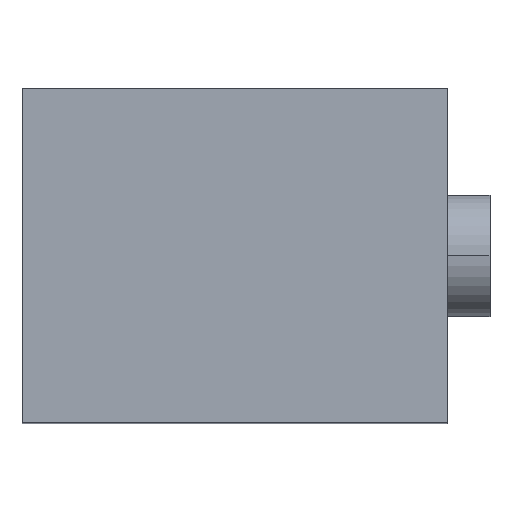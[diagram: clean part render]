
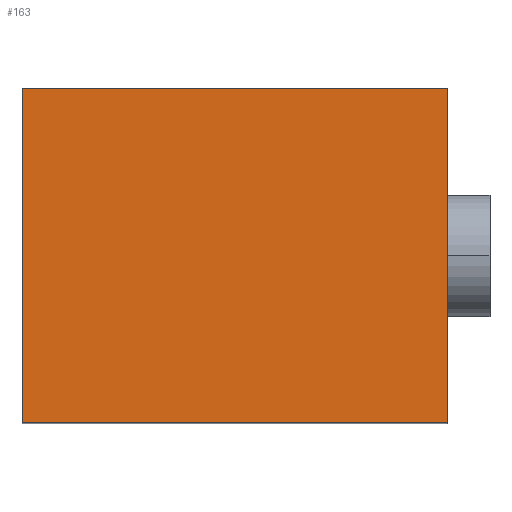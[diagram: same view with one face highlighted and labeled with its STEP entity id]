
A CAD part, top view. The second image highlights one B-rep face of the part: STEP entity #163.
In plain terms, the highlighted planar face has unit normal (0, 0, 1).
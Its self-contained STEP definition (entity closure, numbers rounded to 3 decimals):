
#2 = VECTOR ( 'NONE', #194, 1000. ) ;
#4 = DIRECTION ( 'NONE',  ( -1., 0., 0. ) ) ;
#10 = LINE ( 'NONE', #77, #29 ) ;
#11 = EDGE_CURVE ( 'NONE', #143, #279, #10, .T. ) ;
#13 = VERTEX_POINT ( 'NONE', #113 ) ;
#14 = VECTOR ( 'NONE', #4, 1000. ) ;
#23 = DIRECTION ( 'NONE',  ( 1., 0., 0. ) ) ;
#29 = VECTOR ( 'NONE', #138, 1000. ) ;
#34 = ORIENTED_EDGE ( 'NONE', *, *, #48, .T. ) ;
#38 = CARTESIAN_POINT ( 'NONE',  ( 0., 0., 150. ) ) ;
#39 = ORIENTED_EDGE ( 'NONE', *, *, #11, .T. ) ;
#48 = EDGE_CURVE ( 'NONE', #13, #96, #176, .T. ) ;
#51 = PLANE ( 'NONE',  #228 ) ;
#62 = EDGE_LOOP ( 'NONE', ( #39, #100, #34, #63 ) ) ;
#63 = ORIENTED_EDGE ( 'NONE', *, *, #260, .T. ) ;
#77 = CARTESIAN_POINT ( 'NONE',  ( 0., 0., 150. ) ) ;
#82 = CARTESIAN_POINT ( 'NONE',  ( 0., 55., 150. ) ) ;
#87 = FACE_OUTER_BOUND ( 'NONE', #62, .T. ) ;
#94 = LINE ( 'NONE', #229, #14 ) ;
#96 = VERTEX_POINT ( 'NONE', #220 ) ;
#100 = ORIENTED_EDGE ( 'NONE', *, *, #158, .T. ) ;
#113 = CARTESIAN_POINT ( 'NONE',  ( 70., 0., 150. ) ) ;
#126 = CARTESIAN_POINT ( 'NONE',  ( 0., 0., 150. ) ) ;
#128 = DIRECTION ( 'NONE',  ( 0., 0., -1. ) ) ;
#138 = DIRECTION ( 'NONE',  ( 0., -1., 0. ) ) ;
#143 = VERTEX_POINT ( 'NONE', #82 ) ;
#155 = DIRECTION ( 'NONE',  ( -1., 0., 0. ) ) ;
#156 = LINE ( 'NONE', #126, #189 ) ;
#158 = EDGE_CURVE ( 'NONE', #279, #13, #156, .T. ) ;
#163 = ADVANCED_FACE ( 'NONE', ( #87 ), #51, .F. ) ;
#176 = LINE ( 'NONE', #275, #2 ) ;
#189 = VECTOR ( 'NONE', #23, 1000. ) ;
#194 = DIRECTION ( 'NONE',  ( 0., 1., 0. ) ) ;
#197 = CARTESIAN_POINT ( 'NONE',  ( 0., 0., 150. ) ) ;
#220 = CARTESIAN_POINT ( 'NONE',  ( 70., 55., 150. ) ) ;
#228 = AXIS2_PLACEMENT_3D ( 'NONE', #197, #128, #155 ) ;
#229 = CARTESIAN_POINT ( 'NONE',  ( 0., 55., 150. ) ) ;
#260 = EDGE_CURVE ( 'NONE', #96, #143, #94, .T. ) ;
#275 = CARTESIAN_POINT ( 'NONE',  ( 70., 0., 150. ) ) ;
#279 = VERTEX_POINT ( 'NONE', #38 ) ;
